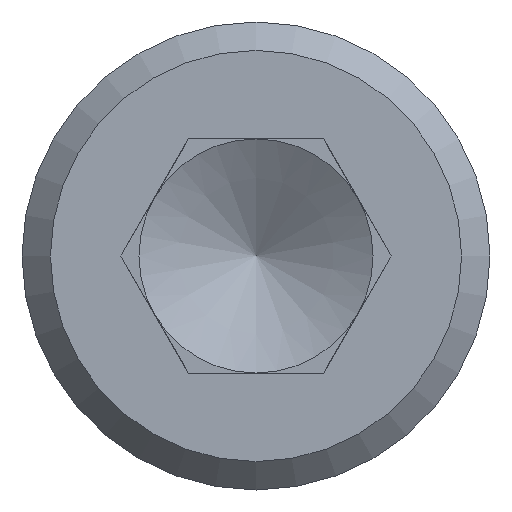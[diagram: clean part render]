
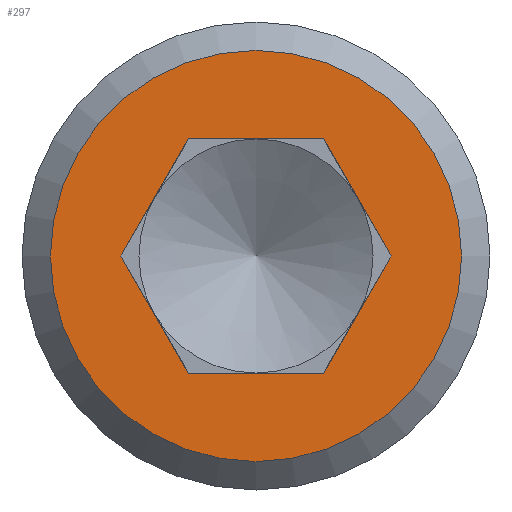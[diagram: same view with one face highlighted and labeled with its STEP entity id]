
A CAD part, left-side view. The second image highlights one B-rep face of the part: STEP entity #297.
In plain terms, the highlighted planar face has unit normal (-1, 0, 0).
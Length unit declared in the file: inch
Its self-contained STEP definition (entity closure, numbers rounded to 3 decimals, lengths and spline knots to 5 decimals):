
#17=LINE('',#478,#41);
#18=LINE('',#480,#42);
#19=LINE('',#482,#43);
#20=LINE('',#484,#44);
#21=LINE('',#486,#45);
#22=LINE('',#487,#46);
#41=VECTOR('',#390,0.09024);
#42=VECTOR('',#391,0.09024);
#43=VECTOR('',#392,0.09024);
#44=VECTOR('',#393,0.09024);
#45=VECTOR('',#394,0.09024);
#46=VECTOR('',#395,0.09024);
#65=PLANE('',#333);
#87=FACE_BOUND('',#123,.T.);
#96=FACE_OUTER_BOUND('',#122,.T.);
#122=EDGE_LOOP('',(#230));
#123=EDGE_LOOP('',(#231,#232,#233,#234,#235,#236));
#151=CIRCLE('',#332,0.13725);
#164=VERTEX_POINT('',#473);
#165=VERTEX_POINT('',#476);
#166=VERTEX_POINT('',#477);
#167=VERTEX_POINT('',#479);
#168=VERTEX_POINT('',#481);
#169=VERTEX_POINT('',#483);
#170=VERTEX_POINT('',#485);
#189=EDGE_CURVE('',#164,#164,#151,.T.);
#190=EDGE_CURVE('',#165,#166,#17,.T.);
#191=EDGE_CURVE('',#167,#166,#18,.T.);
#192=EDGE_CURVE('',#167,#168,#19,.T.);
#193=EDGE_CURVE('',#168,#169,#20,.T.);
#194=EDGE_CURVE('',#170,#169,#21,.T.);
#195=EDGE_CURVE('',#165,#170,#22,.T.);
#230=ORIENTED_EDGE('',*,*,#189,.T.);
#231=ORIENTED_EDGE('',*,*,#190,.T.);
#232=ORIENTED_EDGE('',*,*,#191,.F.);
#233=ORIENTED_EDGE('',*,*,#192,.T.);
#234=ORIENTED_EDGE('',*,*,#193,.T.);
#235=ORIENTED_EDGE('',*,*,#194,.F.);
#236=ORIENTED_EDGE('',*,*,#195,.F.);
#297=ADVANCED_FACE('',(#96,#87),#65,.T.);
#332=AXIS2_PLACEMENT_3D('',#474,#386,#387);
#333=AXIS2_PLACEMENT_3D('',#475,#388,#389);
#386=DIRECTION('center_axis',(-1.,0.,0.));
#387=DIRECTION('ref_axis',(0.,0.,1.));
#388=DIRECTION('center_axis',(-1.,0.,0.));
#389=DIRECTION('ref_axis',(0.,0.,1.));
#390=DIRECTION('',(0.,-0.5,0.866));
#391=DIRECTION('',(0.,1.,0.));
#392=DIRECTION('',(0.,-0.5,-0.866));
#393=DIRECTION('',(0.,0.5,-0.866));
#394=DIRECTION('',(0.,-1.,0.));
#395=DIRECTION('',(0.,-0.5,-0.866));
#473=CARTESIAN_POINT('',(0.,0.,-0.13725));
#474=CARTESIAN_POINT('Origin',(0.,0.,0.));
#475=CARTESIAN_POINT('Origin',(0.,0.,0.));
#476=CARTESIAN_POINT('',(0.,0.09024,0.));
#477=CARTESIAN_POINT('',(0.,0.04512,0.07815));
#478=CARTESIAN_POINT('',(0.,0.09024,0.));
#479=CARTESIAN_POINT('',(0.,-0.04512,0.07815));
#480=CARTESIAN_POINT('',(0.,-0.04512,0.07815));
#481=CARTESIAN_POINT('',(0.,-0.09024,0.));
#482=CARTESIAN_POINT('',(0.,-0.04512,0.07815));
#483=CARTESIAN_POINT('',(0.,-0.04512,-0.07815));
#484=CARTESIAN_POINT('',(0.,-0.09024,0.));
#485=CARTESIAN_POINT('',(0.,0.04512,-0.07815));
#486=CARTESIAN_POINT('',(0.,0.04512,-0.07815));
#487=CARTESIAN_POINT('',(0.,0.09024,0.));
